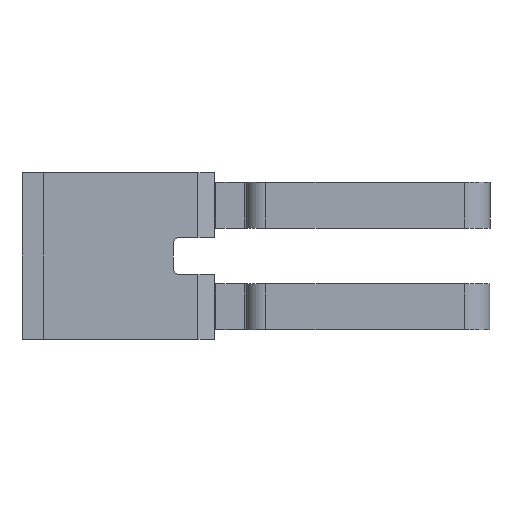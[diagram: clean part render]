
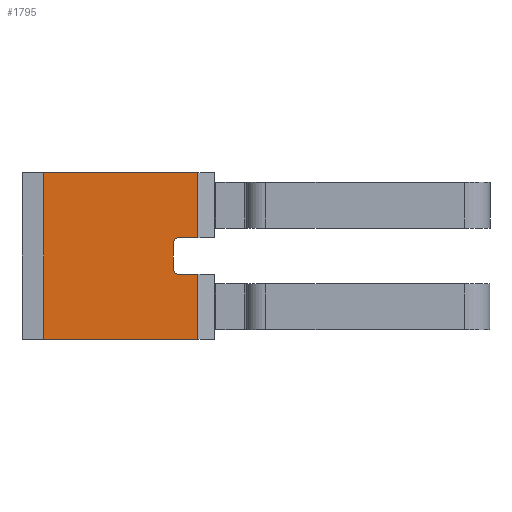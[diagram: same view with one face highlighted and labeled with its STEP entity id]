
A CAD part, left-side view. The second image highlights one B-rep face of the part: STEP entity #1795.
In plain terms, the highlighted planar face has unit normal (-1, 0, 0).
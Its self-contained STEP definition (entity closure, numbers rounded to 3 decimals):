
#17 = CARTESIAN_POINT ( 'NONE',  ( -2.191, 7.448, 18.015 ) ) ;
#30 = AXIS2_PLACEMENT_3D ( 'NONE', #2183, #282, #2486 ) ;
#34 = FACE_OUTER_BOUND ( 'NONE', #1463, .T. ) ;
#101 = CARTESIAN_POINT ( 'NONE',  ( -2.191, 8.265, 15.315 ) ) ;
#113 = CARTESIAN_POINT ( 'NONE',  ( -2.191, 13.825, 24.684 ) ) ;
#198 = CIRCLE ( 'NONE', #30, 0.2 ) ;
#271 = LINE ( 'NONE', #101, #1946 ) ;
#275 = VECTOR ( 'NONE', #703, 1000. ) ;
#282 = DIRECTION ( 'NONE',  ( 1., 0., 0. ) ) ;
#386 = AXIS2_PLACEMENT_3D ( 'NONE', #3322, #1480, #3624 ) ;
#396 = AXIS2_PLACEMENT_3D ( 'NONE', #1776, #3920, #2082 ) ;
#440 = VECTOR ( 'NONE', #1385, 1000. ) ;
#485 = PLANE ( 'NONE',  #396 ) ;
#519 = ORIENTED_EDGE ( 'NONE', *, *, #3659, .T. ) ;
#611 = VERTEX_POINT ( 'NONE', #1431 ) ;
#703 = DIRECTION ( 'NONE',  ( 0., 0., 1. ) ) ;
#764 = CARTESIAN_POINT ( 'NONE',  ( -2.191, 7.448, 13.815 ) ) ;
#826 = VECTOR ( 'NONE', #3862, 1000. ) ;
#949 = ORIENTED_EDGE ( 'NONE', *, *, #3678, .T. ) ;
#1036 = EDGE_CURVE ( 'NONE', #1426, #611, #198, .T. ) ;
#1111 = VERTEX_POINT ( 'NONE', #17 ) ;
#1115 = DIRECTION ( 'NONE',  ( 0., 0., -1. ) ) ;
#1143 = ORIENTED_EDGE ( 'NONE', *, *, #1550, .T. ) ;
#1309 = CARTESIAN_POINT ( 'NONE',  ( -2.191, 13.825, 18.015 ) ) ;
#1385 = DIRECTION ( 'NONE',  ( 0., 0., -1. ) ) ;
#1388 = CARTESIAN_POINT ( 'NONE',  ( -2.191, 8.265, 13.815 ) ) ;
#1403 = EDGE_CURVE ( 'NONE', #2866, #3569, #2577, .T. ) ;
#1426 = VERTEX_POINT ( 'NONE', #3614 ) ;
#1431 = CARTESIAN_POINT ( 'NONE',  ( -2.191, 8.465, 14.015 ) ) ;
#1450 = CARTESIAN_POINT ( 'NONE',  ( -2.191, 8.465, 24.684 ) ) ;
#1463 = EDGE_LOOP ( 'NONE', ( #949, #2740, #3513, #1772, #1576, #1654, #2667, #3114, #519, #1143 ) ) ;
#1480 = DIRECTION ( 'NONE',  ( 1., 0., 0. ) ) ;
#1500 = DIRECTION ( 'NONE',  ( 0., 0., 1. ) ) ;
#1550 = EDGE_CURVE ( 'NONE', #2560, #2230, #271, .T. ) ;
#1562 = CARTESIAN_POINT ( 'NONE',  ( -2.191, 8.265, 15.315 ) ) ;
#1576 = ORIENTED_EDGE ( 'NONE', *, *, #3144, .T. ) ;
#1580 = LINE ( 'NONE', #1388, #826 ) ;
#1654 = ORIENTED_EDGE ( 'NONE', *, *, #3294, .T. ) ;
#1772 = ORIENTED_EDGE ( 'NONE', *, *, #1403, .T. ) ;
#1776 = CARTESIAN_POINT ( 'NONE',  ( -2.191, 8.465, 24.684 ) ) ;
#1778 = VECTOR ( 'NONE', #3289, 1000. ) ;
#1795 = ADVANCED_FACE ( 'NONE', ( #34 ), #485, .T. ) ;
#1946 = VECTOR ( 'NONE', #2301, 1000. ) ;
#1950 = VECTOR ( 'NONE', #2271, 1000. ) ;
#2062 = VERTEX_POINT ( 'NONE', #1309 ) ;
#2066 = LINE ( 'NONE', #3184, #275 ) ;
#2077 = CARTESIAN_POINT ( 'NONE',  ( -2.191, 13.825, 11.115 ) ) ;
#2080 = CARTESIAN_POINT ( 'NONE',  ( -2.191, 7.448, 15.315 ) ) ;
#2082 = DIRECTION ( 'NONE',  ( 0., 0., 1. ) ) ;
#2183 = CARTESIAN_POINT ( 'NONE',  ( -2.191, 8.265, 14.015 ) ) ;
#2215 = EDGE_CURVE ( 'NONE', #3621, #611, #3875, .T. ) ;
#2230 = VERTEX_POINT ( 'NONE', #2080 ) ;
#2250 = LINE ( 'NONE', #3352, #3896 ) ;
#2271 = DIRECTION ( 'NONE',  ( 0., 1., 0. ) ) ;
#2292 = EDGE_CURVE ( 'NONE', #2062, #2866, #3773, .T. ) ;
#2301 = DIRECTION ( 'NONE',  ( 0., -1., 0. ) ) ;
#2313 = CARTESIAN_POINT ( 'NONE',  ( -2.191, 7.448, 11.115 ) ) ;
#2486 = DIRECTION ( 'NONE',  ( 0., 0., 1. ) ) ;
#2560 = VERTEX_POINT ( 'NONE', #1562 ) ;
#2577 = LINE ( 'NONE', #2993, #1778 ) ;
#2667 = ORIENTED_EDGE ( 'NONE', *, *, #1036, .T. ) ;
#2740 = ORIENTED_EDGE ( 'NONE', *, *, #3139, .T. ) ;
#2866 = VERTEX_POINT ( 'NONE', #2077 ) ;
#2869 = LINE ( 'NONE', #3486, #1950 ) ;
#2993 = CARTESIAN_POINT ( 'NONE',  ( -2.191, 0., 11.115 ) ) ;
#3058 = VECTOR ( 'NONE', #1115, 1000. ) ;
#3114 = ORIENTED_EDGE ( 'NONE', *, *, #2215, .F. ) ;
#3121 = CIRCLE ( 'NONE', #386, 0.2 ) ;
#3139 = EDGE_CURVE ( 'NONE', #1111, #2062, #2869, .T. ) ;
#3144 = EDGE_CURVE ( 'NONE', #3569, #3590, #2066, .T. ) ;
#3184 = CARTESIAN_POINT ( 'NONE',  ( -2.191, 7.448, 24.684 ) ) ;
#3289 = DIRECTION ( 'NONE',  ( 0., -1., 0. ) ) ;
#3294 = EDGE_CURVE ( 'NONE', #3590, #1426, #1580, .T. ) ;
#3322 = CARTESIAN_POINT ( 'NONE',  ( -2.191, 8.265, 15.115 ) ) ;
#3352 = CARTESIAN_POINT ( 'NONE',  ( -2.191, 7.448, 24.684 ) ) ;
#3486 = CARTESIAN_POINT ( 'NONE',  ( -2.191, 8.265, 18.015 ) ) ;
#3513 = ORIENTED_EDGE ( 'NONE', *, *, #2292, .T. ) ;
#3567 = CARTESIAN_POINT ( 'NONE',  ( -2.191, 8.465, 15.115 ) ) ;
#3569 = VERTEX_POINT ( 'NONE', #2313 ) ;
#3590 = VERTEX_POINT ( 'NONE', #764 ) ;
#3614 = CARTESIAN_POINT ( 'NONE',  ( -2.191, 8.265, 13.815 ) ) ;
#3621 = VERTEX_POINT ( 'NONE', #3567 ) ;
#3624 = DIRECTION ( 'NONE',  ( 0., 0., 1. ) ) ;
#3659 = EDGE_CURVE ( 'NONE', #3621, #2560, #3121, .T. ) ;
#3678 = EDGE_CURVE ( 'NONE', #2230, #1111, #2250, .T. ) ;
#3773 = LINE ( 'NONE', #113, #440 ) ;
#3862 = DIRECTION ( 'NONE',  ( 0., 1., 0. ) ) ;
#3875 = LINE ( 'NONE', #1450, #3058 ) ;
#3896 = VECTOR ( 'NONE', #1500, 1000. ) ;
#3920 = DIRECTION ( 'NONE',  ( -1., 0., 0. ) ) ;
